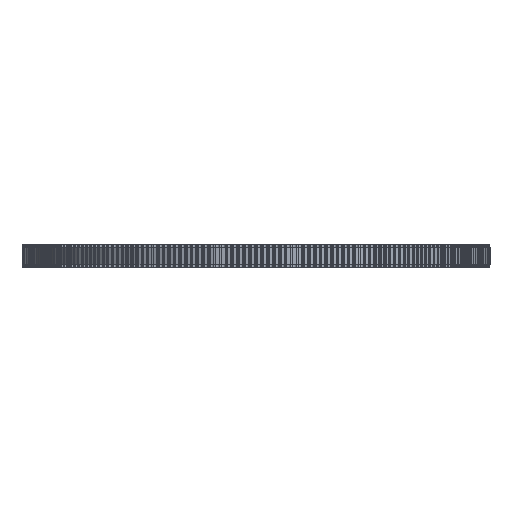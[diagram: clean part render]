
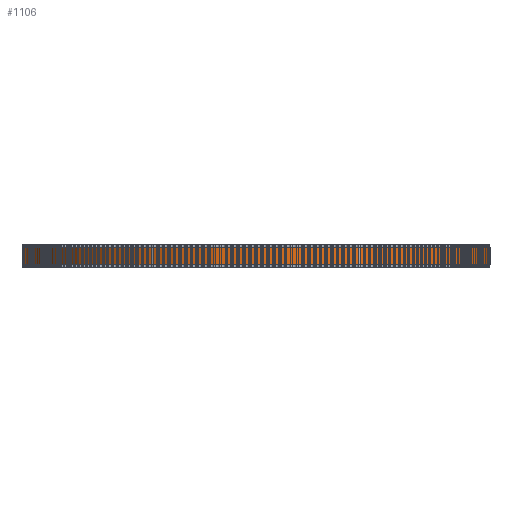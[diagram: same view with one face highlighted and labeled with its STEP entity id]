
A CAD part, front view. The second image highlights one B-rep face of the part: STEP entity #1106.
In plain terms, the highlighted cylindrical face has radius 78.304 mm (diameter 156.608 mm), a full revolution.
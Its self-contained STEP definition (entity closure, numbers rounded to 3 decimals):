
#97=FACE_BOUND('',#4064,.T.);
#98=FACE_BOUND('',#4065,.T.);
#1106=ADVANCED_FACE('',(#97,#98),#2091,.T.);
#2091=CYLINDRICAL_SURFACE('',#21791,78.304);
#4064=EDGE_LOOP('',(#11938));
#4065=EDGE_LOOP('',(#11939));
#11938=ORIENTED_EDGE('',*,*,#16862,.T.);
#11939=ORIENTED_EDGE('',*,*,#16863,.T.);
#13908=VERTEX_POINT('',#34600);
#13909=VERTEX_POINT('',#34602);
#16862=EDGE_CURVE('',#13908,#13908,#18832,.T.);
#16863=EDGE_CURVE('',#13909,#13909,#18833,.T.);
#18832=CIRCLE('',#21789,78.304);
#18833=CIRCLE('',#21790,78.304);
#21789=AXIS2_PLACEMENT_3D('',#34599,#28686,#28687);
#21790=AXIS2_PLACEMENT_3D('',#34601,#28688,#28689);
#21791=AXIS2_PLACEMENT_3D('',#34603,#28690,#28691);
#28686=DIRECTION('',(0.,0.,1.));
#28687=DIRECTION('',(1.,0.,0.));
#28688=DIRECTION('',(0.,0.,-1.));
#28689=DIRECTION('',(1.,0.,0.));
#28690=DIRECTION('',(0.,0.,1.));
#28691=DIRECTION('',(1.,0.,0.));
#34599=CARTESIAN_POINT('',(0.,0.,1.));
#34600=CARTESIAN_POINT('',(78.304,0.,1.));
#34601=CARTESIAN_POINT('',(0.,0.,7.));
#34602=CARTESIAN_POINT('',(78.304,0.,7.));
#34603=CARTESIAN_POINT('',(0.,0.,1.));
